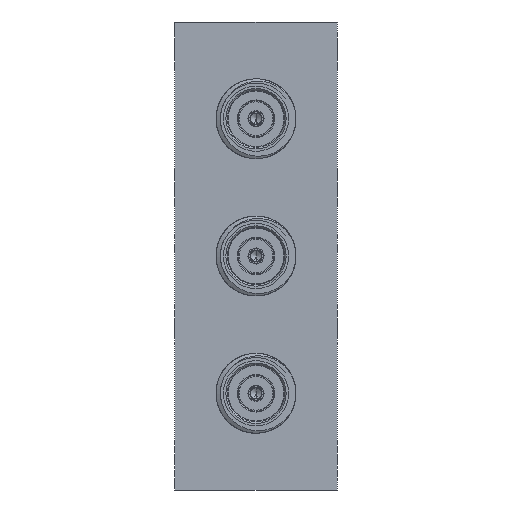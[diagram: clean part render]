
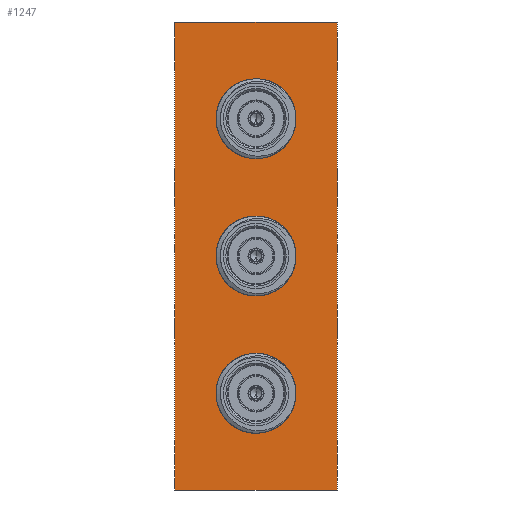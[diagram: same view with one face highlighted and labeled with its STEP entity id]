
A CAD part, front view. The second image highlights one B-rep face of the part: STEP entity #1247.
In plain terms, the highlighted planar face has unit normal (0, -1, 0).
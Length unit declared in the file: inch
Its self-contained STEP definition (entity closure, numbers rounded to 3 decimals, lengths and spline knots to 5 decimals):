
#143 = DIRECTION ( 'NONE',  ( 1., 0., 0. ) ) ;
#700 = DIRECTION ( 'NONE',  ( 0., 0., -1. ) ) ;
#1247 = ADVANCED_FACE ( 'NONE', ( #14952, #34284, #3852, #9654 ), #9305, .F. ) ;
#1754 = EDGE_LOOP ( 'NONE', ( #29102, #16752 ) ) ;
#1960 = DIRECTION ( 'NONE',  ( 0., -1., 0. ) ) ;
#2542 = EDGE_LOOP ( 'NONE', ( #35327, #15749 ) ) ;
#3755 = CARTESIAN_POINT ( 'NONE',  ( 0.29, -0.41199, 0.75 ) ) ;
#3852 = FACE_BOUND ( 'NONE', #1754, .T. ) ;
#3958 = EDGE_CURVE ( 'NONE', #8836, #31789, #34278, .T. ) ;
#4321 = VERTEX_POINT ( 'NONE', #33517 ) ;
#4882 = EDGE_CURVE ( 'NONE', #31789, #8836, #8669, .T. ) ;
#5089 = DIRECTION ( 'NONE',  ( 0., 0., -1. ) ) ;
#5370 = CARTESIAN_POINT ( 'NONE',  ( 0.03, -0.41199, 0.5515 ) ) ;
#5467 = EDGE_CURVE ( 'NONE', #33275, #12965, #35014, .T. ) ;
#6942 = VECTOR ( 'NONE', #31898, 39.37008 ) ;
#7736 = CARTESIAN_POINT ( 'NONE',  ( 0.03, -0.41199, 0.44 ) ) ;
#8335 = EDGE_CURVE ( 'NONE', #12965, #8874, #13639, .T. ) ;
#8537 = LINE ( 'NONE', #30588, #19188 ) ;
#8669 = CIRCLE ( 'NONE', #16229, 0.1115 ) ;
#8697 = CARTESIAN_POINT ( 'NONE',  ( -0.23, -0.41199, 0.75 ) ) ;
#8836 = VERTEX_POINT ( 'NONE', #14133 ) ;
#8874 = VERTEX_POINT ( 'NONE', #3755 ) ;
#8944 = DIRECTION ( 'NONE',  ( 0., 0., -1. ) ) ;
#9077 = DIRECTION ( 'NONE',  ( -1., 0., 0. ) ) ;
#9305 = PLANE ( 'NONE',  #35802 ) ;
#9654 = FACE_BOUND ( 'NONE', #2542, .T. ) ;
#10983 = AXIS2_PLACEMENT_3D ( 'NONE', #22571, #25488, #700 ) ;
#11256 = DIRECTION ( 'NONE',  ( 0., -1., 0. ) ) ;
#11266 = CARTESIAN_POINT ( 'NONE',  ( 0.03, -0.41199, 0.75 ) ) ;
#11335 = CARTESIAN_POINT ( 'NONE',  ( -0.23, -0.41199, -0.75 ) ) ;
#11436 = DIRECTION ( 'NONE',  ( 0., 0., -1. ) ) ;
#12489 = DIRECTION ( 'NONE',  ( 0., 0., -1. ) ) ;
#12965 = VERTEX_POINT ( 'NONE', #8697 ) ;
#13430 = AXIS2_PLACEMENT_3D ( 'NONE', #31003, #31541, #8944 ) ;
#13639 = LINE ( 'NONE', #11266, #32046 ) ;
#14133 = CARTESIAN_POINT ( 'NONE',  ( 0.03, -0.41199, 0.3285 ) ) ;
#14748 = DIRECTION ( 'NONE',  ( 0., -1., 0. ) ) ;
#14948 = ORIENTED_EDGE ( 'NONE', *, *, #5467, .F. ) ;
#14952 = FACE_OUTER_BOUND ( 'NONE', #15513, .T. ) ;
#15251 = AXIS2_PLACEMENT_3D ( 'NONE', #16356, #11256, #11436 ) ;
#15513 = EDGE_LOOP ( 'NONE', ( #33435, #14948, #21144, #30845 ) ) ;
#15749 = ORIENTED_EDGE ( 'NONE', *, *, #34858, .F. ) ;
#15973 = CARTESIAN_POINT ( 'NONE',  ( 0.03, -0.41199, -0.44 ) ) ;
#16229 = AXIS2_PLACEMENT_3D ( 'NONE', #7736, #29065, #12489 ) ;
#16356 = CARTESIAN_POINT ( 'NONE',  ( 0.03, -0.41199, -0.44 ) ) ;
#16752 = ORIENTED_EDGE ( 'NONE', *, *, #29126, .F. ) ;
#16921 = CIRCLE ( 'NONE', #13430, 0.1115 ) ;
#17557 = CIRCLE ( 'NONE', #23975, 0.1115 ) ;
#18037 = DIRECTION ( 'NONE',  ( 0., 0., 1. ) ) ;
#18462 = AXIS2_PLACEMENT_3D ( 'NONE', #15973, #1960, #29459 ) ;
#18895 = EDGE_CURVE ( 'NONE', #8874, #35311, #24580, .T. ) ;
#18963 = EDGE_CURVE ( 'NONE', #35311, #33275, #8537, .T. ) ;
#19188 = VECTOR ( 'NONE', #9077, 39.37008 ) ;
#19570 = CARTESIAN_POINT ( 'NONE',  ( 0.03, -0.41199, -0.1115 ) ) ;
#19753 = CARTESIAN_POINT ( 'NONE',  ( 0.03, -0.41199, 0.1115 ) ) ;
#20424 = DIRECTION ( 'NONE',  ( 0., 1., 0. ) ) ;
#21144 = ORIENTED_EDGE ( 'NONE', *, *, #18963, .F. ) ;
#22571 = CARTESIAN_POINT ( 'NONE',  ( 0.03, -0.41199, 0.44 ) ) ;
#22803 = CIRCLE ( 'NONE', #15251, 0.1115 ) ;
#23485 = CARTESIAN_POINT ( 'NONE',  ( 0.03, -0.41199, 0. ) ) ;
#23975 = AXIS2_PLACEMENT_3D ( 'NONE', #23485, #14748, #34608 ) ;
#24290 = CIRCLE ( 'NONE', #18462, 0.1115 ) ;
#24580 = LINE ( 'NONE', #30220, #28501 ) ;
#24687 = EDGE_CURVE ( 'NONE', #31924, #32639, #16921, .T. ) ;
#25488 = DIRECTION ( 'NONE',  ( 0., -1., 0. ) ) ;
#26276 = ORIENTED_EDGE ( 'NONE', *, *, #3958, .F. ) ;
#26918 = VERTEX_POINT ( 'NONE', #30012 ) ;
#28501 = VECTOR ( 'NONE', #5089, 39.37008 ) ;
#29065 = DIRECTION ( 'NONE',  ( 0., -1., 0. ) ) ;
#29102 = ORIENTED_EDGE ( 'NONE', *, *, #24687, .F. ) ;
#29126 = EDGE_CURVE ( 'NONE', #32639, #31924, #17557, .T. ) ;
#29346 = EDGE_CURVE ( 'NONE', #26918, #4321, #22803, .T. ) ;
#29459 = DIRECTION ( 'NONE',  ( 0., 0., -1. ) ) ;
#29524 = CARTESIAN_POINT ( 'NONE',  ( -0.23, -0.41199, 0. ) ) ;
#30012 = CARTESIAN_POINT ( 'NONE',  ( 0.03, -0.41199, -0.5515 ) ) ;
#30220 = CARTESIAN_POINT ( 'NONE',  ( 0.29, -0.41199, 0. ) ) ;
#30588 = CARTESIAN_POINT ( 'NONE',  ( 0.03, -0.41199, -0.75 ) ) ;
#30845 = ORIENTED_EDGE ( 'NONE', *, *, #18895, .F. ) ;
#31003 = CARTESIAN_POINT ( 'NONE',  ( 0.03, -0.41199, 0. ) ) ;
#31541 = DIRECTION ( 'NONE',  ( 0., -1., 0. ) ) ;
#31544 = CARTESIAN_POINT ( 'NONE',  ( 0.03, -0.41199, 0. ) ) ;
#31748 = CARTESIAN_POINT ( 'NONE',  ( 0.29, -0.41199, -0.75 ) ) ;
#31789 = VERTEX_POINT ( 'NONE', #5370 ) ;
#31898 = DIRECTION ( 'NONE',  ( 0., 0., 1. ) ) ;
#31924 = VERTEX_POINT ( 'NONE', #19570 ) ;
#32046 = VECTOR ( 'NONE', #143, 39.37008 ) ;
#32639 = VERTEX_POINT ( 'NONE', #19753 ) ;
#33275 = VERTEX_POINT ( 'NONE', #11335 ) ;
#33408 = ORIENTED_EDGE ( 'NONE', *, *, #4882, .F. ) ;
#33435 = ORIENTED_EDGE ( 'NONE', *, *, #8335, .F. ) ;
#33517 = CARTESIAN_POINT ( 'NONE',  ( 0.03, -0.41199, -0.3285 ) ) ;
#34175 = EDGE_LOOP ( 'NONE', ( #26276, #33408 ) ) ;
#34278 = CIRCLE ( 'NONE', #10983, 0.1115 ) ;
#34284 = FACE_BOUND ( 'NONE', #34175, .T. ) ;
#34608 = DIRECTION ( 'NONE',  ( 0., 0., -1. ) ) ;
#34858 = EDGE_CURVE ( 'NONE', #4321, #26918, #24290, .T. ) ;
#35014 = LINE ( 'NONE', #29524, #6942 ) ;
#35311 = VERTEX_POINT ( 'NONE', #31748 ) ;
#35327 = ORIENTED_EDGE ( 'NONE', *, *, #29346, .F. ) ;
#35802 = AXIS2_PLACEMENT_3D ( 'NONE', #31544, #20424, #18037 ) ;
